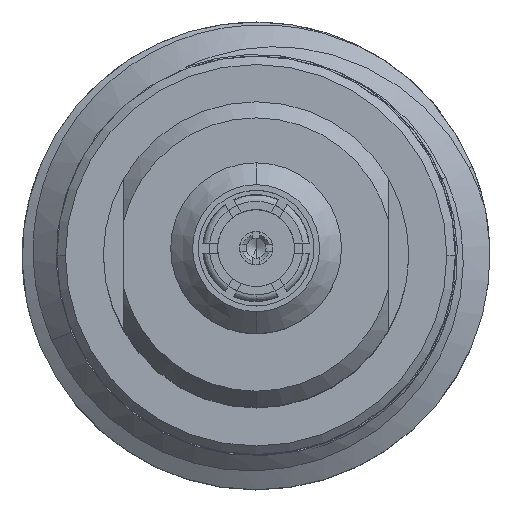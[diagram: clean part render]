
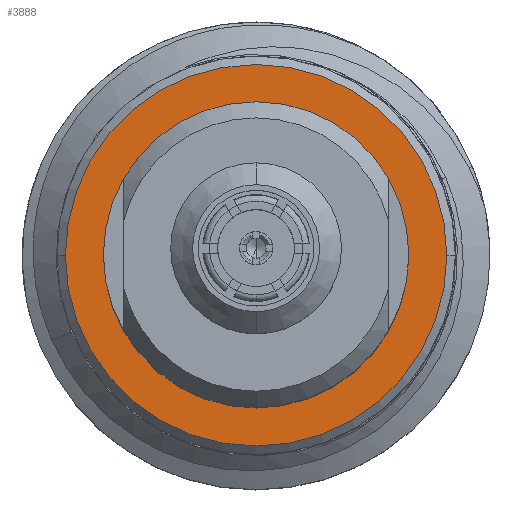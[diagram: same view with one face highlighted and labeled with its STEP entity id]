
A CAD part, top view. The second image highlights one B-rep face of the part: STEP entity #3888.
In plain terms, the highlighted face is planar.
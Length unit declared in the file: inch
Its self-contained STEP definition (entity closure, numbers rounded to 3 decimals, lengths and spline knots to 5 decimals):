
#95 = CARTESIAN_POINT ( 'NONE',  ( 0.34994, 0., 0. ) ) ;
#189 = DIRECTION ( 'NONE',  ( -1., 0., 0. ) ) ;
#207 = DIRECTION ( 'NONE',  ( 1., 0., 0. ) ) ;
#366 = CARTESIAN_POINT ( 'NONE',  ( 0.34994, 0., 0. ) ) ;
#580 = CARTESIAN_POINT ( 'NONE',  ( 0.34994, -0.09, 0. ) ) ;
#730 = CARTESIAN_POINT ( 'NONE',  ( 0.34994, 0.09, 0. ) ) ;
#875 = VERTEX_POINT ( 'NONE', #730 ) ;
#921 = DIRECTION ( 'NONE',  ( 0., -1., 0. ) ) ;
#1573 = DIRECTION ( 'NONE',  ( 1., 0., 0. ) ) ;
#1578 = CARTESIAN_POINT ( 'NONE',  ( 0.34994, 0., 0. ) ) ;
#1705 = CIRCLE ( 'NONE', #6896, 0.09 ) ;
#1943 = FACE_OUTER_BOUND ( 'NONE', #5616, .T. ) ;
#2196 = FACE_BOUND ( 'NONE', #7576, .T. ) ;
#2262 = CARTESIAN_POINT ( 'NONE',  ( 0.34994, 0., 0.11238 ) ) ;
#2687 = ORIENTED_EDGE ( 'NONE', *, *, #3121, .F. ) ;
#3092 = AXIS2_PLACEMENT_3D ( 'NONE', #366, #1573, #4826 ) ;
#3121 = EDGE_CURVE ( 'NONE', #875, #5476, #7042, .T. ) ;
#3441 = DIRECTION ( 'NONE',  ( 1., 0., 0. ) ) ;
#3521 = EDGE_CURVE ( 'NONE', #4362, #6969, #6102, .T. ) ;
#3559 = DIRECTION ( 'NONE',  ( 0., -1., 0. ) ) ;
#3888 = ADVANCED_FACE ( 'NONE', ( #1943, #2196 ), #6820, .F. ) ;
#4099 = CARTESIAN_POINT ( 'NONE',  ( 0.34994, 0., 0. ) ) ;
#4362 = VERTEX_POINT ( 'NONE', #6048 ) ;
#4696 = AXIS2_PLACEMENT_3D ( 'NONE', #4099, #3441, #921 ) ;
#4755 = DIRECTION ( 'NONE',  ( 0., 1., 0. ) ) ;
#4816 = CARTESIAN_POINT ( 'NONE',  ( 0.34994, 0., 0. ) ) ;
#4826 = DIRECTION ( 'NONE',  ( 0., -1., 0. ) ) ;
#4881 = EDGE_CURVE ( 'NONE', #5476, #875, #1705, .T. ) ;
#5476 = VERTEX_POINT ( 'NONE', #580 ) ;
#5616 = EDGE_LOOP ( 'NONE', ( #8247, #6753 ) ) ;
#5842 = ORIENTED_EDGE ( 'NONE', *, *, #4881, .F. ) ;
#5996 = DIRECTION ( 'NONE',  ( 1., 0., 0. ) ) ;
#6048 = CARTESIAN_POINT ( 'NONE',  ( 0.34994, 0., -0.11238 ) ) ;
#6102 = CIRCLE ( 'NONE', #3092, 0.11238 ) ;
#6434 = EDGE_CURVE ( 'NONE', #6969, #4362, #8355, .T. ) ;
#6505 = AXIS2_PLACEMENT_3D ( 'NONE', #1578, #207, #8021 ) ;
#6753 = ORIENTED_EDGE ( 'NONE', *, *, #3521, .T. ) ;
#6820 = PLANE ( 'NONE',  #7592 ) ;
#6896 = AXIS2_PLACEMENT_3D ( 'NONE', #95, #5996, #4755 ) ;
#6969 = VERTEX_POINT ( 'NONE', #2262 ) ;
#7042 = CIRCLE ( 'NONE', #6505, 0.09 ) ;
#7576 = EDGE_LOOP ( 'NONE', ( #2687, #5842 ) ) ;
#7592 = AXIS2_PLACEMENT_3D ( 'NONE', #4816, #189, #3559 ) ;
#8021 = DIRECTION ( 'NONE',  ( 0., 1., 0. ) ) ;
#8247 = ORIENTED_EDGE ( 'NONE', *, *, #6434, .T. ) ;
#8355 = CIRCLE ( 'NONE', #4696, 0.11238 ) ;
